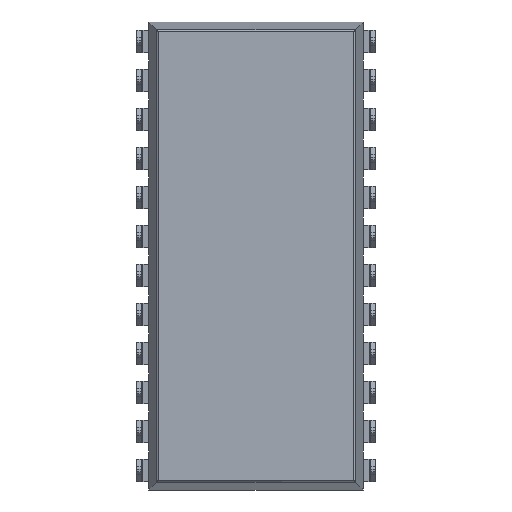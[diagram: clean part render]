
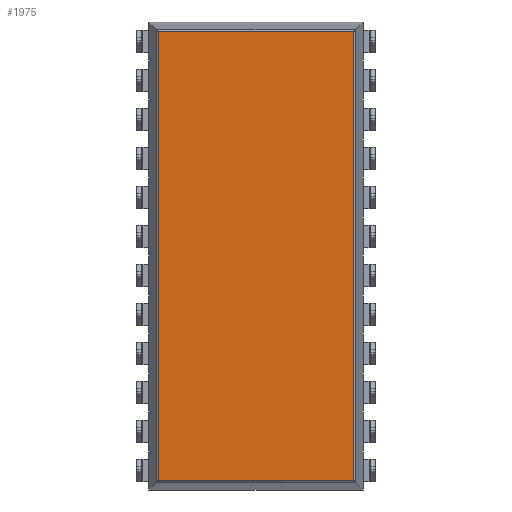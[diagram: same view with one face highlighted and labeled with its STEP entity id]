
A CAD part, front view. The second image highlights one B-rep face of the part: STEP entity #1975.
In plain terms, the highlighted planar face has unit normal (0, -1, 0).
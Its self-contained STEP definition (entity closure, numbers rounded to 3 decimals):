
#1947 = ORIENTED_EDGE ( 'NONE', *, *, #1960, .T. ) ;
#1960 = EDGE_CURVE ( 'NONE', #1973, #1974, #12811, .T. ) ;
#1961 = ORIENTED_EDGE ( 'NONE', *, *, #1981, .T. ) ;
#1962 = ORIENTED_EDGE ( 'NONE', *, *, #1963, .T. ) ;
#1963 = EDGE_CURVE ( 'NONE', #2027, #1973, #12807, .T. ) ;
#1973 = VERTEX_POINT ( 'NONE', #12852 ) ;
#1974 = VERTEX_POINT ( 'NONE', #12851 ) ;
#1975 = ADVANCED_FACE ( 'NONE', ( #12850 ), #12834, .T. ) ;
#1981 = EDGE_CURVE ( 'NONE', #1974, #2028, #12861, .T. ) ;
#2023 = EDGE_CURVE ( 'NONE', #2028, #2027, #12954, .T. ) ;
#2026 = EDGE_LOOP ( 'NONE', ( #1962, #1947, #1961, #2029 ) ) ;
#2027 = VERTEX_POINT ( 'NONE', #12989 ) ;
#2028 = VERTEX_POINT ( 'NONE', #12988 ) ;
#2029 = ORIENTED_EDGE ( 'NONE', *, *, #2023, .T. ) ;
#12804 = DIRECTION ( 'NONE',  ( 0., 0., -1. ) ) ;
#12805 = VECTOR ( 'NONE', #12804, 1000. ) ;
#12806 = CARTESIAN_POINT ( 'NONE',  ( -6.368, 0.15, -15.24 ) ) ;
#12807 = LINE ( 'NONE', #12806, #12805 ) ;
#12808 = DIRECTION ( 'NONE',  ( 1., 0., 0. ) ) ;
#12809 = VECTOR ( 'NONE', #12808, 1000. ) ;
#12810 = CARTESIAN_POINT ( 'NONE',  ( -6.985, 0.15, -14.623 ) ) ;
#12811 = LINE ( 'NONE', #12810, #12809 ) ;
#12830 = DIRECTION ( 'NONE',  ( 0., 0., -1. ) ) ;
#12831 = DIRECTION ( 'NONE',  ( 0., -1., 0. ) ) ;
#12832 = CARTESIAN_POINT ( 'NONE',  ( -6.985, 0.15, -15.24 ) ) ;
#12833 = AXIS2_PLACEMENT_3D ( 'NONE', #12832, #12831, #12830 ) ;
#12834 = PLANE ( 'NONE',  #12833 ) ;
#12850 = FACE_OUTER_BOUND ( 'NONE', #2026, .T. ) ;
#12851 = CARTESIAN_POINT ( 'NONE',  ( 6.368, 0.15, -14.623 ) ) ;
#12852 = CARTESIAN_POINT ( 'NONE',  ( -6.368, 0.15, -14.623 ) ) ;
#12858 = DIRECTION ( 'NONE',  ( 0., 0., 1. ) ) ;
#12859 = VECTOR ( 'NONE', #12858, 1000. ) ;
#12860 = CARTESIAN_POINT ( 'NONE',  ( 6.368, 0.15, -15.24 ) ) ;
#12861 = LINE ( 'NONE', #12860, #12859 ) ;
#12951 = DIRECTION ( 'NONE',  ( -1., 0., 0. ) ) ;
#12952 = VECTOR ( 'NONE', #12951, 1000. ) ;
#12953 = CARTESIAN_POINT ( 'NONE',  ( -6.985, 0.15, 14.623 ) ) ;
#12954 = LINE ( 'NONE', #12953, #12952 ) ;
#12988 = CARTESIAN_POINT ( 'NONE',  ( 6.368, 0.15, 14.623 ) ) ;
#12989 = CARTESIAN_POINT ( 'NONE',  ( -6.368, 0.15, 14.623 ) ) ;
